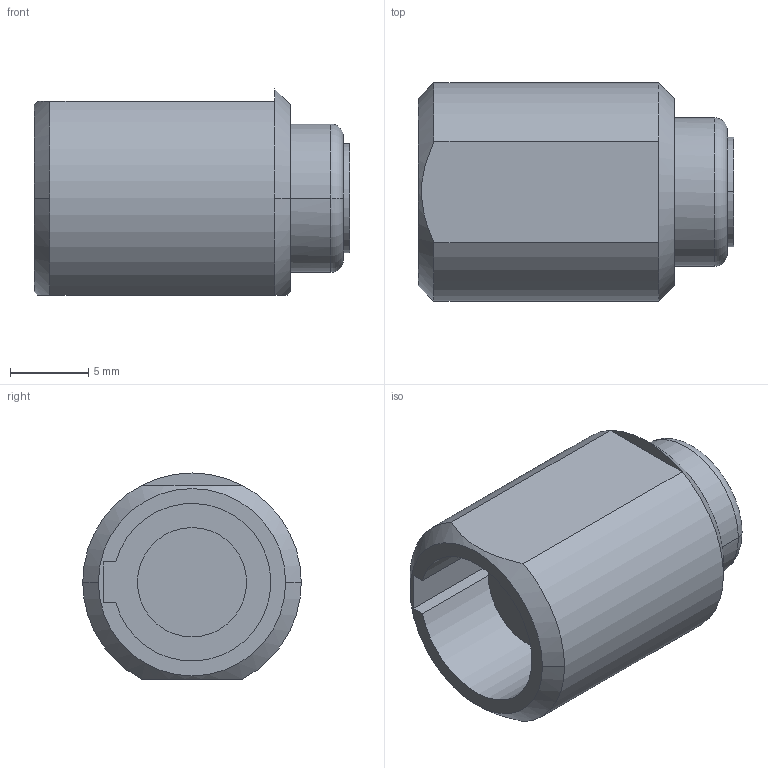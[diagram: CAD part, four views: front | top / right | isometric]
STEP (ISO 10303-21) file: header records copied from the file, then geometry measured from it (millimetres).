
FILE_DESCRIPTION((''),'2;1');
FILE_NAME('G51M0','2017-05-25T',('pbair'),(''),'PRO/ENGINEER BY PARAMETRIC TECHNOLOGY CORPORATION, 2014200','PRO/ENGINEER BY PARAMETRIC TECHNOLOGY CORPORATION, 2014200','');
FILE_SCHEMA(('AUTOMOTIVE_DESIGN { 1 0 10303 214 1 1 1 1 }'));
Length unit declared in the file: millimetre
Products named in the file (1): G51M0
Bounding box: 20.2 x 14 x 13.2 mm (x, y, z)
Volume: 1784.3 mm3; surface area: 1817.2 mm2
Topology: 1 solids, 1 shells, 27 faces, 69 edges, 48 vertices
Faces by surface type: plane 12, cylinder 9, cone 4, torus 2
Entity records: 1212 total; most frequent: CARTESIAN_POINT 173, DIRECTION 159, ORIENTED_EDGE 138, EDGE_CURVE 69, AXIS2_PLACEMENT_3D 67, PROPERTY_DEFINITION 51, REPRESENTATION 50, PROPERTY_DEFINITION_REPRESENTATION 50
